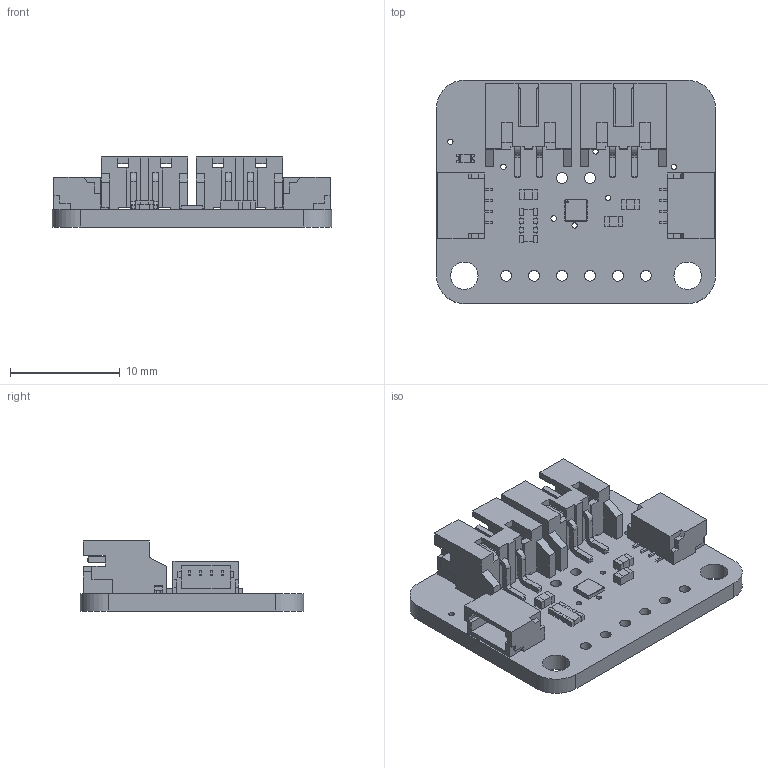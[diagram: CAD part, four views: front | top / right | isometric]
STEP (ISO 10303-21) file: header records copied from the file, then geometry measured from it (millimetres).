
FILE_DESCRIPTION(/* description */ (''),/* implementation_level */ '2;1');
FILE_NAME(/* name */ 'MAX17048.step',/* time_stamp */ '2022-09-12T15:05:47-04:00',/* author */ (''),/* organization */ (''),/* preprocessor_version */ 'ST-DEVELOPER v19',/* originating_system */ 'Autodesk Translation Framework v11.7.0.108',/* authorisation */ '');
FILE_SCHEMA (('AUTOMOTIVE_DESIGN { 1 0 10303 214 3 1 1 }'));
Length unit declared in the file: millimetre
Products named in the file (8): PCB Component; Board; 1uF; 10K; STEMMA_I2C_QT; GREEN; JST 2 PH; MAX17048/T
Assembly tree (11 placements, depth 2):
  PCB Component
    Board
    1uF  x3
    10K
    STEMMA_I2C_QT  x2
    GREEN
    JST 2 PH  x2
    MAX17048/T
Bounding box: 25.4 x 20.32 x 6.37 mm (x, y, z)
Volume: 1071.8 mm3; surface area: 2465.4 mm2
Topology: 39 solids, 39 shells, 754 faces, 1979 edges, 1306 vertices
Faces by surface type: plane 686, cylinder 64, bspline 4
Full cylindrical faces by diameter (mm): 0.15 x1, 0.483 x12, 0.5 x1, 1 x8, 2.5 x2
Entity records: 15992 total; most frequent: CARTESIAN_POINT 2789, ORIENTED_EDGE 2638, DIRECTION 2491, EDGE_CURVE 1319, LINE 1199, VECTOR 1199, VERTEX_POINT 872, AXIS2_PLACEMENT_3D 646
